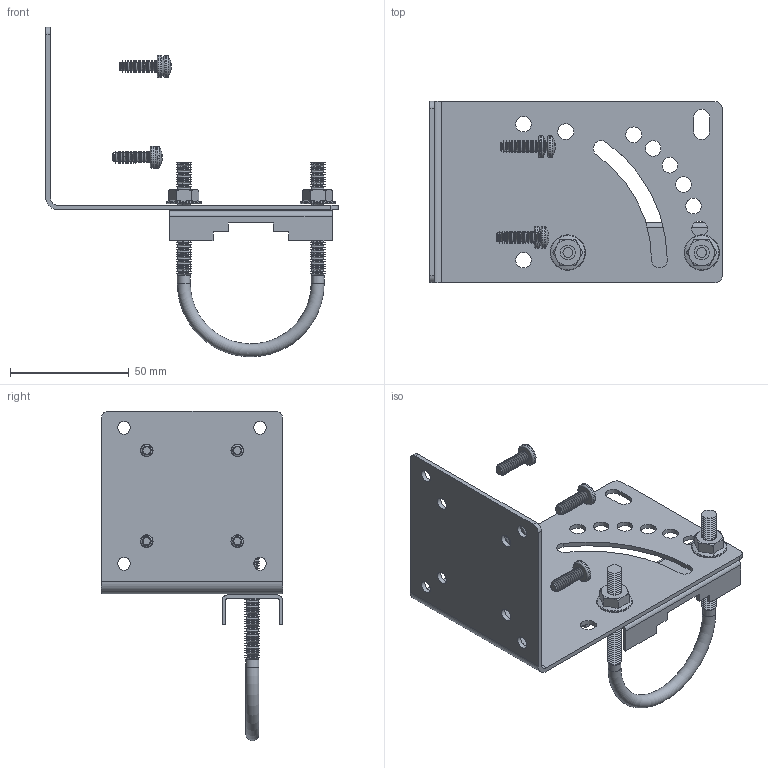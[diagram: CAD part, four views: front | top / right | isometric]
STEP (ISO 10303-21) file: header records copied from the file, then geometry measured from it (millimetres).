
FILE_DESCRIPTION (( 'STEP AP214' ), '1' );
FILE_NAME ('HGX-PMT06.STEP', '2020-11-18T15:19:45', ( '' ), ( '' ), 'SwSTEP 2.0', 'SolidWorks 2018', '' );
FILE_SCHEMA (( 'AUTOMOTIVE_DESIGN' ));
Length unit declared in the file: inch
Products named in the file (4): 10-24x.625 PHP_MS; HGX-PMT07; HGX-PMT06_L-Bracket; HGX-PMT06
Assembly tree (6 placements, depth 2):
  HGX-PMT06
    HGX-PMT06_L-Bracket
    HGX-PMT07
    10-24x.625 PHP_MS  x4
Bounding box: 122.94 x 76.2 x 138.52 mm (x, y, z)
Volume: 37286.3 mm3; surface area: 44119.8 mm2
Topology: 7 solids, 7 shells, 466 faces, 1031 edges, 587 vertices
Faces by surface type: cone 286, plane 114, cylinder 45, torus 21
Full cylindrical faces by diameter (mm): 5.334 x8, 5.461 x2, 6.604 x11, 6.756 x2, 9.296 x4, 14.859 x2
Entity records: 11328 total; most frequent: CARTESIAN_POINT 1570, DIRECTION 1386, ORIENTED_EDGE 950, AXIS2_PLACEMENT_3D 619, EDGE_LOOP 604, EDGE_CURVE 475, VERTEX_POINT 403, FACE_OUTER_BOUND 357
